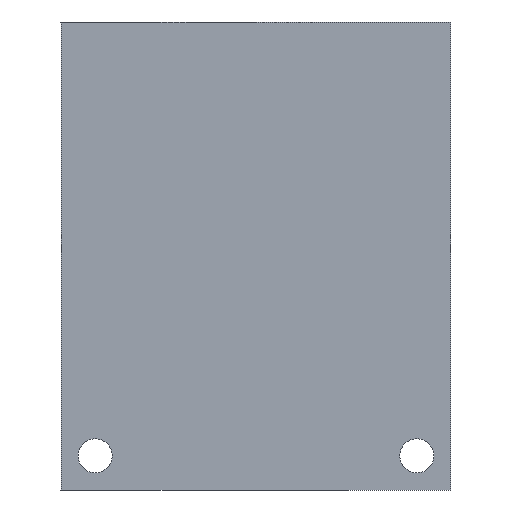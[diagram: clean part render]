
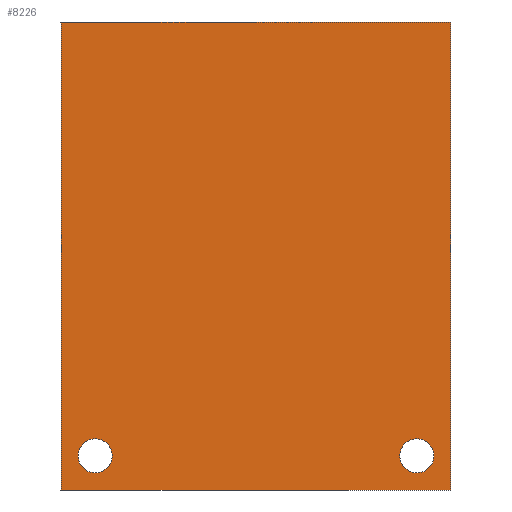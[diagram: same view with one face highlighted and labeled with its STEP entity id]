
A CAD part, front view. The second image highlights one B-rep face of the part: STEP entity #8226.
In plain terms, the highlighted planar face has unit normal (0, -1, 0).
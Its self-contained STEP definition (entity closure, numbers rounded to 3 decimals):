
#52=CIRCLE('',#8497,2.781);
#53=CIRCLE('',#8498,2.781);
#55=CIRCLE('',#8501,2.781);
#56=CIRCLE('',#8502,2.781);
#176=FACE_BOUND('',#1310,.T.);
#177=FACE_BOUND('',#1311,.T.);
#446=PLANE('',#8629);
#857=FACE_OUTER_BOUND('',#1309,.T.);
#1309=EDGE_LOOP('',(#7334,#7335,#7336,#7337));
#1310=EDGE_LOOP('',(#7338,#7339));
#1311=EDGE_LOOP('',(#7340,#7341));
#1614=LINE('',#11995,#2446);
#2112=LINE('',#13750,#2944);
#2143=LINE('',#14002,#2975);
#2146=LINE('',#14008,#2978);
#2446=VECTOR('',#9108,10.);
#2944=VECTOR('',#10006,10.);
#2975=VECTOR('',#10231,10.);
#2978=VECTOR('',#10240,10.);
#3487=VERTEX_POINT('',#11992);
#3488=VERTEX_POINT('',#11994);
#3863=VERTEX_POINT('',#13644);
#3864=VERTEX_POINT('',#13645);
#3866=VERTEX_POINT('',#13652);
#3867=VERTEX_POINT('',#13653);
#3887=VERTEX_POINT('',#13748);
#3956=VERTEX_POINT('',#14000);
#4391=EDGE_CURVE('',#3488,#3487,#1614,.T.);
#4953=EDGE_CURVE('',#3863,#3864,#52,.T.);
#4954=EDGE_CURVE('',#3864,#3863,#53,.T.);
#4957=EDGE_CURVE('',#3866,#3867,#55,.T.);
#4958=EDGE_CURVE('',#3867,#3866,#56,.T.);
#4989=EDGE_CURVE('',#3887,#3487,#2112,.T.);
#5087=EDGE_CURVE('',#3956,#3887,#2143,.T.);
#5090=EDGE_CURVE('',#3956,#3488,#2146,.T.);
#7334=ORIENTED_EDGE('',*,*,#5090,.T.);
#7335=ORIENTED_EDGE('',*,*,#4391,.T.);
#7336=ORIENTED_EDGE('',*,*,#4989,.F.);
#7337=ORIENTED_EDGE('',*,*,#5087,.F.);
#7338=ORIENTED_EDGE('',*,*,#4953,.T.);
#7339=ORIENTED_EDGE('',*,*,#4954,.T.);
#7340=ORIENTED_EDGE('',*,*,#4957,.T.);
#7341=ORIENTED_EDGE('',*,*,#4958,.T.);
#8226=ADVANCED_FACE('',(#857,#176,#177),#446,.T.);
#8497=AXIS2_PLACEMENT_3D('',#13646,#9926,#9927);
#8498=AXIS2_PLACEMENT_3D('',#13647,#9928,#9929);
#8501=AXIS2_PLACEMENT_3D('',#13654,#9935,#9936);
#8502=AXIS2_PLACEMENT_3D('',#13655,#9937,#9938);
#8629=AXIS2_PLACEMENT_3D('',#14007,#10238,#10239);
#9108=DIRECTION('',(0.,0.,1.));
#9926=DIRECTION('center_axis',(0.,1.,0.));
#9927=DIRECTION('ref_axis',(1.,0.,0.));
#9928=DIRECTION('center_axis',(0.,1.,0.));
#9929=DIRECTION('ref_axis',(1.,0.,0.));
#9935=DIRECTION('center_axis',(0.,1.,0.));
#9936=DIRECTION('ref_axis',(1.,0.,0.));
#9937=DIRECTION('center_axis',(0.,1.,0.));
#9938=DIRECTION('ref_axis',(1.,0.,0.));
#10006=DIRECTION('',(1.,0.,0.));
#10231=DIRECTION('',(0.,0.,1.));
#10238=DIRECTION('center_axis',(0.,-1.,0.));
#10239=DIRECTION('ref_axis',(1.,0.,0.));
#10240=DIRECTION('',(1.,0.,0.));
#11992=CARTESIAN_POINT('',(63.5,0.,76.2));
#11994=CARTESIAN_POINT('',(63.5,0.,0.));
#11995=CARTESIAN_POINT('',(63.5,0.,0.));
#13644=CARTESIAN_POINT('',(60.719,0.,5.563));
#13645=CARTESIAN_POINT('',(55.156,0.,5.563));
#13646=CARTESIAN_POINT('Origin',(57.937,0.,5.563));
#13647=CARTESIAN_POINT('Origin',(57.937,0.,5.563));
#13652=CARTESIAN_POINT('',(8.344,0.,5.563));
#13653=CARTESIAN_POINT('',(2.781,0.,5.563));
#13654=CARTESIAN_POINT('Origin',(5.563,0.,5.563));
#13655=CARTESIAN_POINT('Origin',(5.563,0.,5.563));
#13748=CARTESIAN_POINT('',(0.,0.,76.2));
#13750=CARTESIAN_POINT('',(0.,0.,76.2));
#14000=CARTESIAN_POINT('',(0.,0.,0.));
#14002=CARTESIAN_POINT('',(0.,0.,0.));
#14007=CARTESIAN_POINT('Origin',(0.,0.,0.));
#14008=CARTESIAN_POINT('',(0.,0.,0.));
